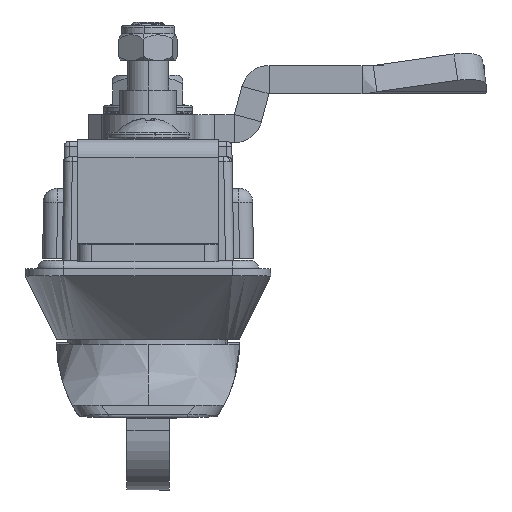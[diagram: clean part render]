
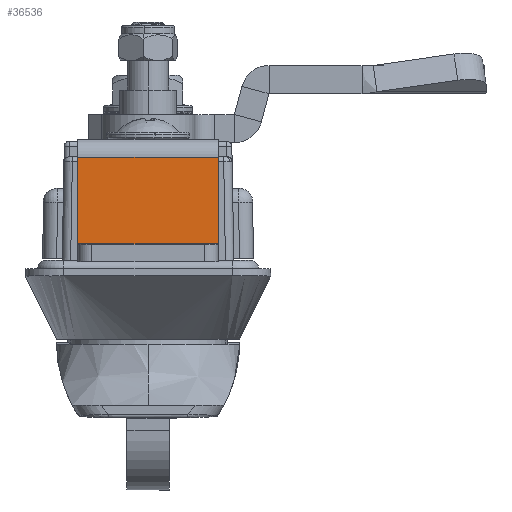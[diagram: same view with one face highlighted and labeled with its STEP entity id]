
A CAD part, left-side view. The second image highlights one B-rep face of the part: STEP entity #36536.
In plain terms, the highlighted planar face has unit normal (-1, 0, 0).
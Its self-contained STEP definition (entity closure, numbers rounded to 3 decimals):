
#4282 = ORIENTED_EDGE ( 'NONE', *, *, #64227, .T. ) ;
#5043 = LINE ( 'NONE', #55045, #9030 ) ;
#5620 = PLANE ( 'NONE',  #41400 ) ;
#5960 = VECTOR ( 'NONE', #53806, 1000. ) ;
#9001 = DIRECTION ( 'NONE',  ( 0., 1., 0. ) ) ;
#9030 = VECTOR ( 'NONE', #49585, 1000. ) ;
#9894 = EDGE_CURVE ( 'NONE', #58429, #16225, #5043, .T. ) ;
#12546 = VERTEX_POINT ( 'NONE', #20695 ) ;
#15009 = EDGE_CURVE ( 'NONE', #23472, #12546, #42150, .T. ) ;
#16225 = VERTEX_POINT ( 'NONE', #59704 ) ;
#17208 = VECTOR ( 'NONE', #9001, 1000. ) ;
#20695 = CARTESIAN_POINT ( 'NONE',  ( 5., 12.4, -10. ) ) ;
#21718 = CARTESIAN_POINT ( 'NONE',  ( 5., 0., 10. ) ) ;
#23472 = VERTEX_POINT ( 'NONE', #35897 ) ;
#24358 = LINE ( 'NONE', #41487, #25133 ) ;
#24663 = CARTESIAN_POINT ( 'NONE',  ( 5., 12.4, 10. ) ) ;
#25133 = VECTOR ( 'NONE', #68494, 1000. ) ;
#27905 = DIRECTION ( 'NONE',  ( -1., 0., 0. ) ) ;
#28829 = ORIENTED_EDGE ( 'NONE', *, *, #69071, .F. ) ;
#32636 = FACE_OUTER_BOUND ( 'NONE', #49712, .T. ) ;
#35450 = ORIENTED_EDGE ( 'NONE', *, *, #15009, .T. ) ;
#35897 = CARTESIAN_POINT ( 'NONE',  ( 5., 12.4, 10. ) ) ;
#36536 = ADVANCED_FACE ( 'NONE', ( #32636 ), #5620, .T. ) ;
#40773 = CARTESIAN_POINT ( 'NONE',  ( 5., 0., -10. ) ) ;
#41400 = AXIS2_PLACEMENT_3D ( 'NONE', #21718, #27905, #65475 ) ;
#41487 = CARTESIAN_POINT ( 'NONE',  ( 5., 0., 10. ) ) ;
#42150 = LINE ( 'NONE', #24663, #5960 ) ;
#42298 = CARTESIAN_POINT ( 'NONE',  ( 5., 0.1, 10. ) ) ;
#48940 = ORIENTED_EDGE ( 'NONE', *, *, #9894, .F. ) ;
#49585 = DIRECTION ( 'NONE',  ( 0., 0., -1. ) ) ;
#49712 = EDGE_LOOP ( 'NONE', ( #28829, #48940, #4282, #35450 ) ) ;
#53806 = DIRECTION ( 'NONE',  ( 0., 0., -1. ) ) ;
#55045 = CARTESIAN_POINT ( 'NONE',  ( 5., 0.1, 10. ) ) ;
#58429 = VERTEX_POINT ( 'NONE', #42298 ) ;
#59704 = CARTESIAN_POINT ( 'NONE',  ( 5., 0.1, -10. ) ) ;
#64227 = EDGE_CURVE ( 'NONE', #58429, #23472, #24358, .T. ) ;
#65475 = DIRECTION ( 'NONE',  ( 0., 0., 1. ) ) ;
#68494 = DIRECTION ( 'NONE',  ( 0., 1., 0. ) ) ;
#69071 = EDGE_CURVE ( 'NONE', #16225, #12546, #69959, .T. ) ;
#69959 = LINE ( 'NONE', #40773, #17208 ) ;
